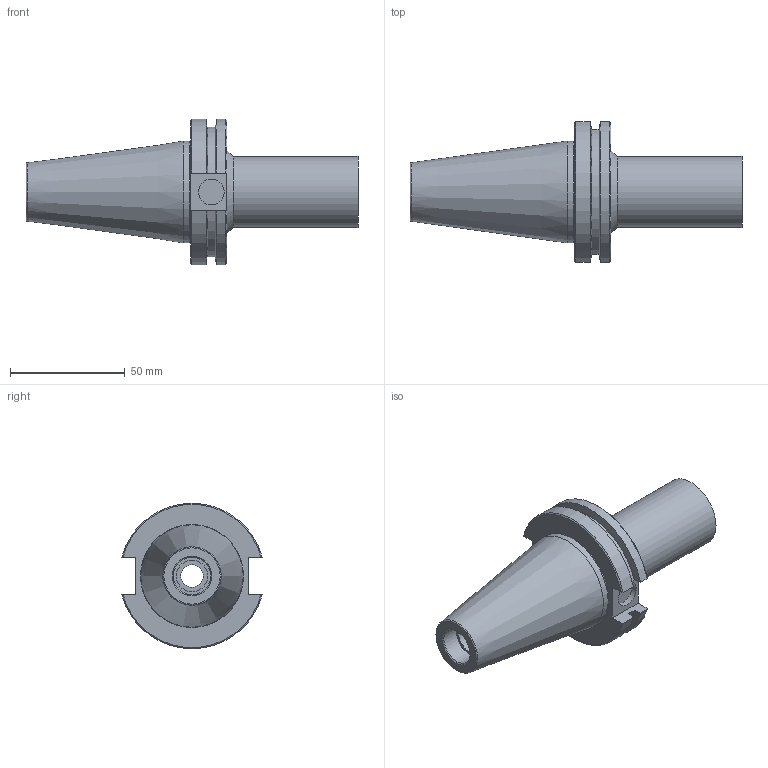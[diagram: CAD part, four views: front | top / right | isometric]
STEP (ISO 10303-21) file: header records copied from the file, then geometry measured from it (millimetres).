
FILE_DESCRIPTION (( 'STEP AP214' ), '1' );
FILE_NAME ('CAT40-TB16-3.0.STEP', '2022-09-18T00:22:09', ( '' ), ( '' ), 'SwSTEP 2.0', 'SolidWorks 2022', '' );
FILE_SCHEMA (( 'AUTOMOTIVE_DESIGN' ));
Length unit declared in the file: inch
Products named in the file (1): CAT40-TB16-3.0
Bounding box: 144.78 x 61.35 x 63.26 mm (x, y, z)
Volume: 139979.1 mm3; surface area: 28364.7 mm2
Topology: 1 solids, 1 shells, 42 faces, 97 edges, 64 vertices
Faces by surface type: plane 15, cylinder 14, cone 11, torus 2
Full cylindrical faces by diameter (mm): 9.906 x1, 11.176 x1, 13.716 x2, 16.256 x1, 17.018 x1, 30.988 x1, 44.45 x1
Entity records: 1443 total; most frequent: CARTESIAN_POINT 233, DIRECTION 188, ORIENTED_EDGE 162, EDGE_CURVE 81, AXIS2_PLACEMENT_3D 80, EDGE_LOOP 64, VERTEX_POINT 61, FACE_OUTER_BOUND 52
